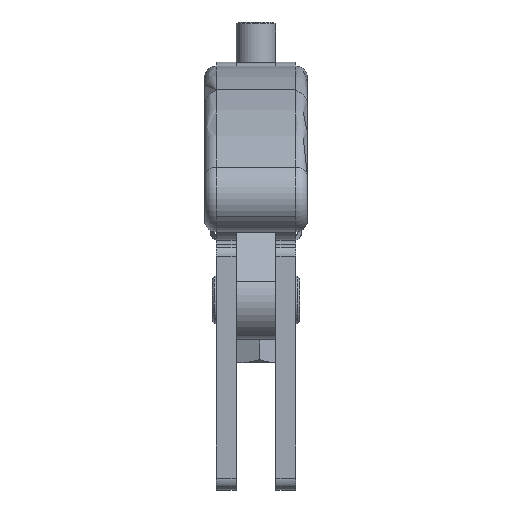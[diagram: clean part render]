
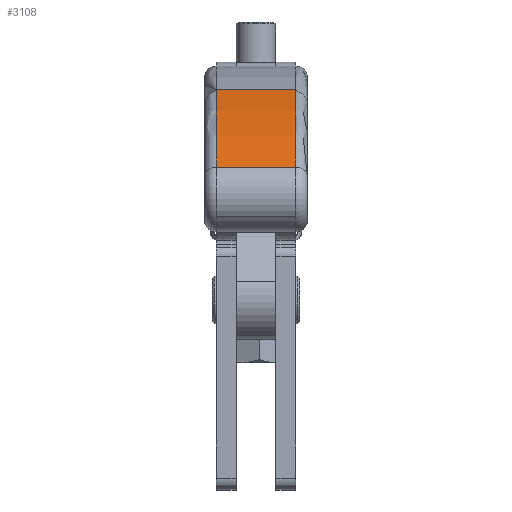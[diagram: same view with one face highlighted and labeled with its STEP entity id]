
A CAD part, left-side view. The second image highlights one B-rep face of the part: STEP entity #3108.
In plain terms, the highlighted cylindrical face has radius 133 mm (diameter 266 mm), a partial arc.
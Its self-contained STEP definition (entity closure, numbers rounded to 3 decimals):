
#3067=CARTESIAN_POINT('',(-222.441,-159.361,56.425));
#3068=DIRECTION('',(0.,-1.0,0.));
#3069=DIRECTION('',(-0.296,0.,0.955));
#3070=AXIS2_PLACEMENT_3D('',#3067,#3068,#3069);
#3071=CYLINDRICAL_SURFACE('',#3070,133.);
#3072=CARTESIAN_POINT('',(-261.815,-162.361,183.463));
#3073=VERTEX_POINT('',#3072);
#3074=CARTESIAN_POINT('',(-261.815,-182.361,183.463));
#3075=VERTEX_POINT('',#3074);
#3076=CARTESIAN_POINT('',(-261.815,-162.361,183.463));
#3077=DIRECTION('',(0.0,-1.0,0.0));
#3078=VECTOR('',#3077,20.0);
#3079=LINE('',#3076,#3078);
#3080=EDGE_CURVE('',#3073,#3075,#3079,.T.);
#3081=ORIENTED_EDGE('',*,*,#3080,.F.);
#3082=CARTESIAN_POINT('',(-300.711,-162.361,163.955));
#3083=VERTEX_POINT('',#3082);
#3084=CARTESIAN_POINT('',(-222.441,-162.361,56.425));
#3085=DIRECTION('',(0.,1.,0.));
#3086=DIRECTION('',(-0.296,0.,0.955));
#3087=AXIS2_PLACEMENT_3D('',#3084,#3085,#3086);
#3088=CIRCLE('',#3087,133.);
#3089=EDGE_CURVE('',#3083,#3073,#3088,.T.);
#3090=ORIENTED_EDGE('',*,*,#3089,.F.);
#3091=CARTESIAN_POINT('',(-300.711,-182.361,163.955));
#3092=VERTEX_POINT('',#3091);
#3093=CARTESIAN_POINT('',(-300.711,-162.361,163.955));
#3094=DIRECTION('',(0.0,-1.0,0.0));
#3095=VECTOR('',#3094,20.0);
#3096=LINE('',#3093,#3095);
#3097=EDGE_CURVE('',#3083,#3092,#3096,.T.);
#3098=ORIENTED_EDGE('',*,*,#3097,.T.);
#3099=CARTESIAN_POINT('',(-222.441,-182.361,56.425));
#3100=DIRECTION('',(0.,-1.,0.));
#3101=DIRECTION('',(-0.296,0.,0.955));
#3102=AXIS2_PLACEMENT_3D('',#3099,#3100,#3101);
#3103=CIRCLE('',#3102,133.);
#3104=EDGE_CURVE('',#3075,#3092,#3103,.T.);
#3105=ORIENTED_EDGE('',*,*,#3104,.F.);
#3106=EDGE_LOOP('',(#3081,#3090,#3098,#3105));
#3107=FACE_OUTER_BOUND('',#3106,.T.);
#3108=ADVANCED_FACE('',(#3107),#3071,.T.);
